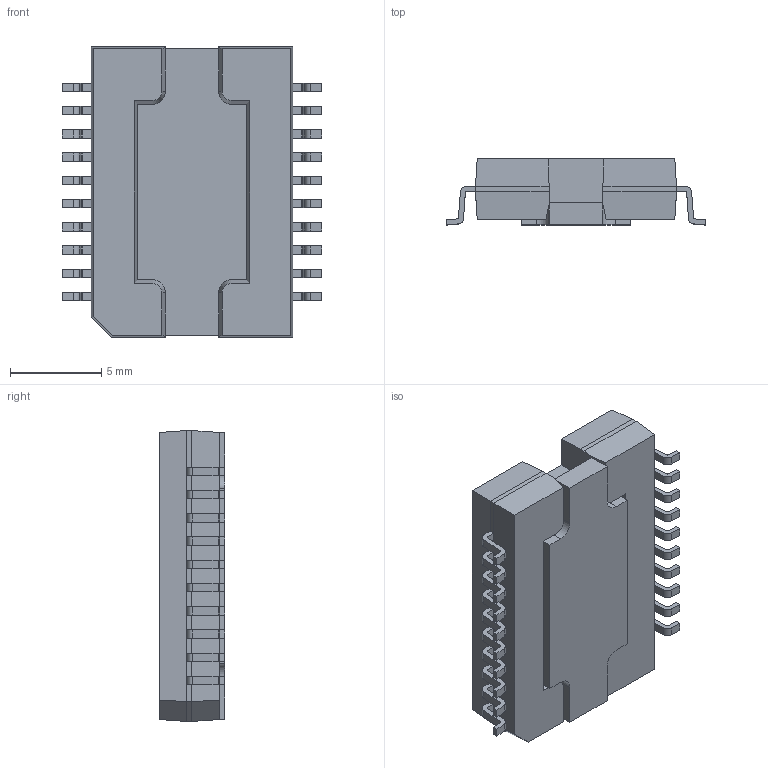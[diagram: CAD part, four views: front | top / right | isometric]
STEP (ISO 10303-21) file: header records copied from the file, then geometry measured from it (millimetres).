
FILE_DESCRIPTION (( 'STEP AP214' ), '1' );
FILE_NAME ('L298P.STEP', '2023-05-24T04:16:18', ( '' ), ( '' ), 'SwSTEP 2.0', 'SolidWorks 2021', '' );
FILE_SCHEMA (( 'AUTOMOTIVE_DESIGN' ));
Length unit declared in the file: millimetre
Products named in the file (1): L298P
Bounding box: 14.2 x 3.6 x 15.9 mm (x, y, z)
Volume: 569.4 mm3; surface area: 832.8 mm2
Topology: 23 solids, 23 shells, 356 faces, 907 edges, 600 vertices
Faces by surface type: plane 260, cylinder 92, cone 4
Entity records: 10923 total; most frequent: CARTESIAN_POINT 1864, ORIENTED_EDGE 1814, DIRECTION 1813, EDGE_CURVE 907, LINE 715, VECTOR 715, VERTEX_POINT 600, AXIS2_PLACEMENT_3D 549
